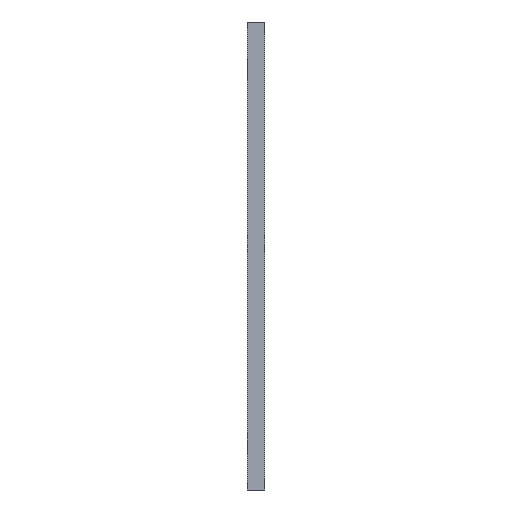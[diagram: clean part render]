
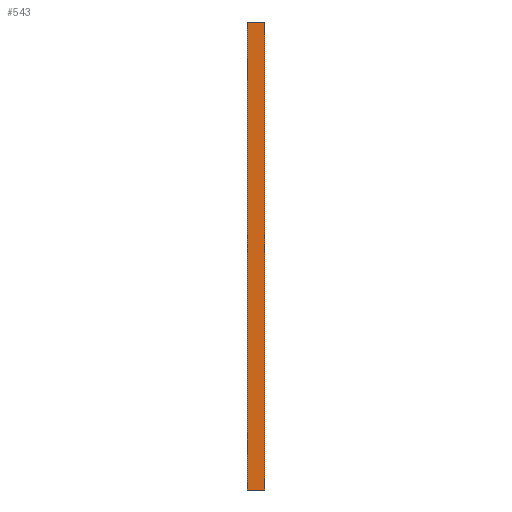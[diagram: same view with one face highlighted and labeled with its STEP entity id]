
A CAD part, left-side view. The second image highlights one B-rep face of the part: STEP entity #543.
In plain terms, the highlighted planar face has unit normal (-1, 0, 0).
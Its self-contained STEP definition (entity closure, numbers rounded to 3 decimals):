
#17 = LINE ( 'NONE', #489, #497 ) ;
#45 = DIRECTION ( 'NONE',  ( 0., -1., 0. ) ) ;
#76 = EDGE_CURVE ( 'NONE', #936, #116, #706, .T. ) ;
#78 = LINE ( 'NONE', #527, #893 ) ;
#116 = VERTEX_POINT ( 'NONE', #523 ) ;
#118 = DIRECTION ( 'NONE',  ( 0., 0., -1. ) ) ;
#141 = CARTESIAN_POINT ( 'NONE',  ( -196.5, 1.5, -20. ) ) ;
#147 = ORIENTED_EDGE ( 'NONE', *, *, #76, .T. ) ;
#152 = EDGE_LOOP ( 'NONE', ( #994, #872, #454, #147 ) ) ;
#212 = PLANE ( 'NONE',  #782 ) ;
#234 = VERTEX_POINT ( 'NONE', #1047 ) ;
#293 = CARTESIAN_POINT ( 'NONE',  ( -196.5, 0., 20. ) ) ;
#307 = LINE ( 'NONE', #865, #416 ) ;
#369 = EDGE_CURVE ( 'NONE', #234, #781, #307, .T. ) ;
#416 = VECTOR ( 'NONE', #45, 1000. ) ;
#454 = ORIENTED_EDGE ( 'NONE', *, *, #1090, .F. ) ;
#489 = CARTESIAN_POINT ( 'NONE',  ( -196.5, 0., -20. ) ) ;
#497 = VECTOR ( 'NONE', #943, 1000. ) ;
#523 = CARTESIAN_POINT ( 'NONE',  ( -196.5, 0., -20. ) ) ;
#527 = CARTESIAN_POINT ( 'NONE',  ( -196.5, 1.5, -20. ) ) ;
#543 = ADVANCED_FACE ( 'NONE', ( #570 ), #212, .F. ) ;
#570 = FACE_OUTER_BOUND ( 'NONE', #152, .T. ) ;
#622 = VECTOR ( 'NONE', #1072, 1000. ) ;
#706 = LINE ( 'NONE', #997, #622 ) ;
#749 = DIRECTION ( 'NONE',  ( 1., 0., 0. ) ) ;
#781 = VERTEX_POINT ( 'NONE', #293 ) ;
#782 = AXIS2_PLACEMENT_3D ( 'NONE', #840, #749, #118 ) ;
#809 = EDGE_CURVE ( 'NONE', #116, #781, #17, .T. ) ;
#840 = CARTESIAN_POINT ( 'NONE',  ( -196.5, 1.5, -20. ) ) ;
#865 = CARTESIAN_POINT ( 'NONE',  ( -196.5, 1.5, 20. ) ) ;
#872 = ORIENTED_EDGE ( 'NONE', *, *, #369, .F. ) ;
#891 = DIRECTION ( 'NONE',  ( 0., 0., 1. ) ) ;
#893 = VECTOR ( 'NONE', #891, 1000. ) ;
#936 = VERTEX_POINT ( 'NONE', #141 ) ;
#943 = DIRECTION ( 'NONE',  ( 0., 0., 1. ) ) ;
#994 = ORIENTED_EDGE ( 'NONE', *, *, #809, .T. ) ;
#997 = CARTESIAN_POINT ( 'NONE',  ( -196.5, 1.5, -20. ) ) ;
#1047 = CARTESIAN_POINT ( 'NONE',  ( -196.5, 1.5, 20. ) ) ;
#1072 = DIRECTION ( 'NONE',  ( 0., -1., 0. ) ) ;
#1090 = EDGE_CURVE ( 'NONE', #936, #234, #78, .T. ) ;
